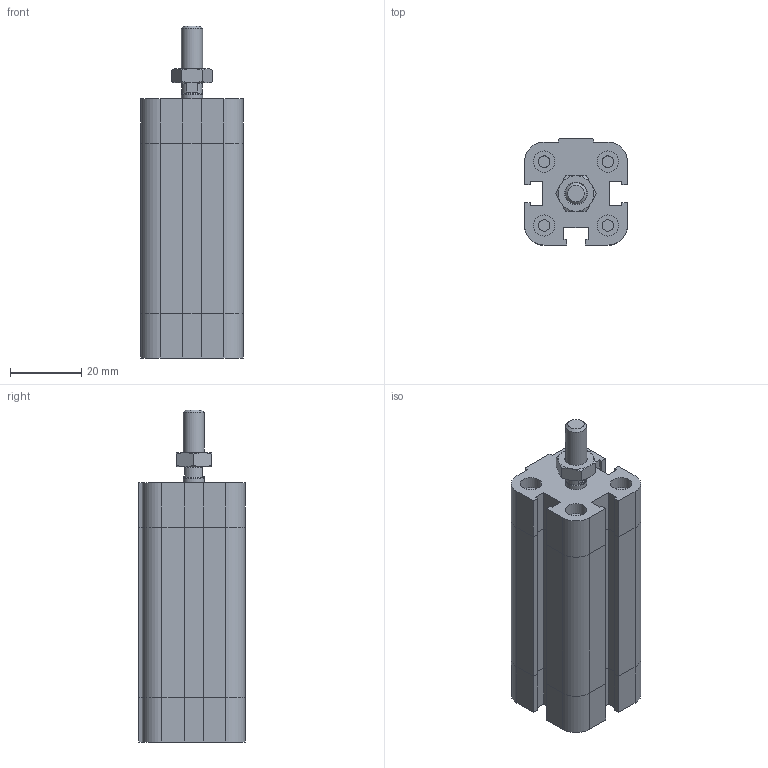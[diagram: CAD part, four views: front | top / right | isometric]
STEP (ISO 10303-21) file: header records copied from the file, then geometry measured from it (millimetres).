
FILE_DESCRIPTION((''),'2;1');
FILE_NAME('1581_12_0035_02_1.stp','2008-12-19T16:13:29',('rivolro1'),(''),'Autodesk Inventor 2009','Autodesk Inventor 2009','');
FILE_SCHEMA(('AUTOMOTIVE_DESIGN { 1 0 10303 214 1 1 1 1 }'));
Length unit declared in the file: millimetre
Products named in the file (4): 1581_12_0035_02_1; 1581_12_0035_01_1_C; 1561_12_0035_02_1_S; DBM6
Assembly tree (3 placements, depth 2):
  1581_12_0035_02_1
    1581_12_0035_01_1_C
    1561_12_0035_02_1_S
    DBM6
Bounding box: 29 x 30 x 93.5 mm (x, y, z)
Volume: 52172.8 mm3; surface area: 17003.2 mm2
Topology: 3 solids, 3 shells, 188 faces, 405 edges, 242 vertices
Faces by surface type: plane 122, bspline 24, cylinder 24, cone 18
Full cylindrical faces by diameter (mm): 3.242 x4, 5 x1, 5.8 x1, 6 x6
Entity records: 5103 total; most frequent: CARTESIAN_POINT 1101, DIRECTION 764, ORIENTED_EDGE 730, EDGE_CURVE 365, AXIS2_PLACEMENT_3D 256, VECTOR 252, LINE 252, EDGE_LOOP 238
